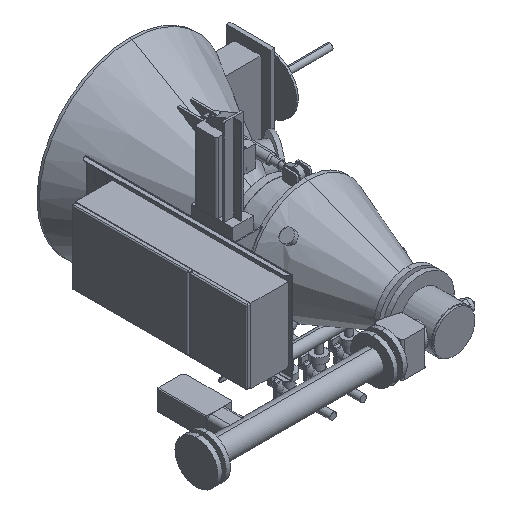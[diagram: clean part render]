
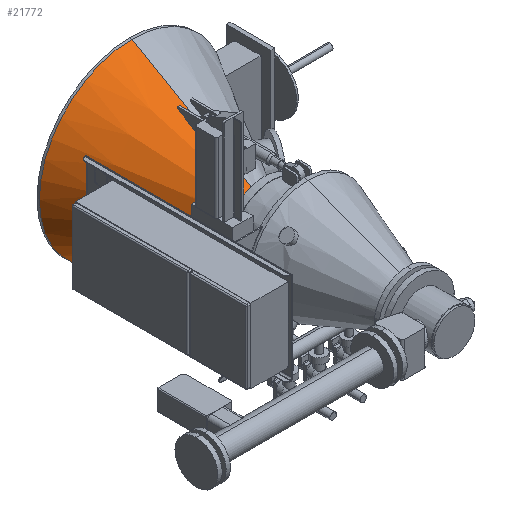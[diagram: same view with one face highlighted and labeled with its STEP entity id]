
A CAD part, isometric view. The second image highlights one B-rep face of the part: STEP entity #21772.
In plain terms, the highlighted conical face has half-angle 30 degrees and reference radius 100 mm.
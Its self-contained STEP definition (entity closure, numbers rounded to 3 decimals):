
#126 = CARTESIAN_POINT ( 'NONE',  ( 206.694, 839.408, 534.76 ) ) ;
#204 = EDGE_CURVE ( 'Defeatured_0_5+Defeatured_0_2+Defeatured_0_2+Defeatured_0_2', #14461, #3141, #464, .T. ) ;
#464 = CIRCLE ( 'NONE', #10334, 100. ) ;
#1606 = CARTESIAN_POINT ( 'NONE',  ( 206.694, 1488.928, 634.76 ) ) ;
#2378 = DIRECTION ( 'NONE',  ( 0., -1., 0. ) ) ;
#2982 = LINE ( 'NONE', #17930, #17705 ) ;
#3141 = VERTEX_POINT ( 'NONE', #126 ) ;
#4408 = EDGE_CURVE ( 'NONE', #14461, #9071, #2982, .T. ) ;
#4569 = DIRECTION ( 'NONE',  ( 0., 0., -1. ) ) ;
#5112 = CARTESIAN_POINT ( 'NONE',  ( 206.694, 839.408, 734.76 ) ) ;
#6403 = DIRECTION ( 'NONE',  ( 0., 0.866, 0.5 ) ) ;
#6432 = FACE_OUTER_BOUND ( 'NONE', #10061, .T. ) ;
#6476 = DIRECTION ( 'NONE',  ( 0., 0., 1. ) ) ;
#7123 = CARTESIAN_POINT ( 'NONE',  ( 206.694, 839.408, 534.76 ) ) ;
#7399 = ORIENTED_EDGE ( 'NONE', *, *, #4408, .T. ) ;
#7859 = EDGE_CURVE ( 'Defeatured_0_2+Defeatured_0_3+Defeatured_0_23+Defeatured_0_25', #9071, #24240, #12105, .T. ) ;
#8573 = VECTOR ( 'NONE', #11051, 1000. ) ;
#9071 = VERTEX_POINT ( 'NONE', #11487 ) ;
#9174 = DIRECTION ( 'NONE',  ( 0., 0., -1. ) ) ;
#9262 = DIRECTION ( 'NONE',  ( 0., -1., 0. ) ) ;
#10061 = EDGE_LOOP ( 'NONE', ( #19093, #10610, #7399, #21225 ) ) ;
#10231 = DIRECTION ( 'NONE',  ( 0., 1., 0. ) ) ;
#10334 = AXIS2_PLACEMENT_3D ( 'NONE', #12015, #2378, #4569 ) ;
#10610 = ORIENTED_EDGE ( 'NONE', *, *, #204, .F. ) ;
#11051 = DIRECTION ( 'NONE',  ( 0., 0.866, -0.5 ) ) ;
#11487 = CARTESIAN_POINT ( 'NONE',  ( 206.694, 1488.928, 1109.76 ) ) ;
#11606 = AXIS2_PLACEMENT_3D ( 'NONE', #1606, #9262, #9174 ) ;
#12015 = CARTESIAN_POINT ( 'NONE',  ( 206.694, 839.408, 634.76 ) ) ;
#12105 = CIRCLE ( 'NONE', #11606, 475. ) ;
#12418 = CARTESIAN_POINT ( 'NONE',  ( 206.694, 839.408, 634.76 ) ) ;
#14461 = VERTEX_POINT ( 'NONE', #5112 ) ;
#17278 = EDGE_CURVE ( 'NONE', #3141, #24240, #20646, .T. ) ;
#17594 = CONICAL_SURFACE ( 'NONE', #22312, 100., 0.524 ) ;
#17705 = VECTOR ( 'NONE', #6403, 1000. ) ;
#17930 = CARTESIAN_POINT ( 'NONE',  ( 206.694, 839.408, 734.76 ) ) ;
#19093 = ORIENTED_EDGE ( 'NONE', *, *, #17278, .F. ) ;
#20646 = LINE ( 'NONE', #7123, #8573 ) ;
#21225 = ORIENTED_EDGE ( 'NONE', *, *, #7859, .T. ) ;
#21772 = ADVANCED_FACE ( 'Defeatured_0_2', ( #6432 ), #17594, .T. ) ;
#22312 = AXIS2_PLACEMENT_3D ( 'NONE', #12418, #10231, #6476 ) ;
#23481 = CARTESIAN_POINT ( 'NONE',  ( 206.694, 1488.928, 159.76 ) ) ;
#24240 = VERTEX_POINT ( 'NONE', #23481 ) ;
